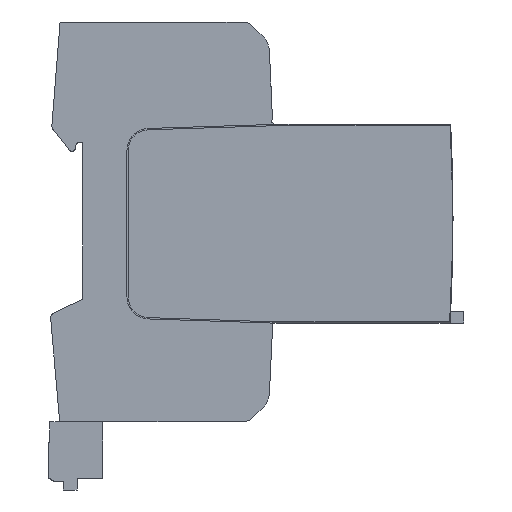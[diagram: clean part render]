
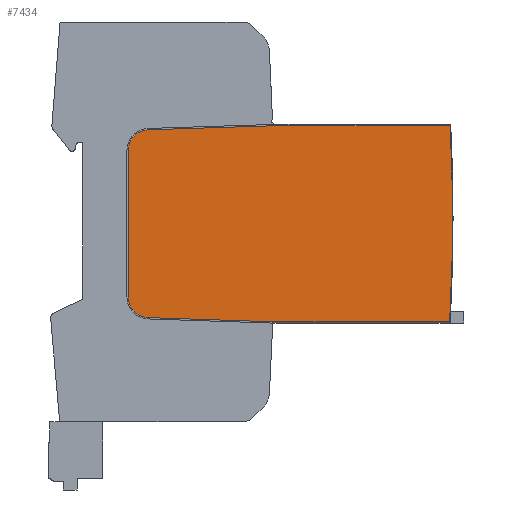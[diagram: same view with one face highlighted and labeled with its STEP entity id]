
A CAD part, left-side view. The second image highlights one B-rep face of the part: STEP entity #7434.
In plain terms, the highlighted planar face has unit normal (-1, 0, 0).
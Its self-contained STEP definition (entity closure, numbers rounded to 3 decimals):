
#827=DIRECTION('',(0.,-1.,0.));
#828=VECTOR('',#827,39.924);
#829=CARTESIAN_POINT('',(-45.,-38.914,
-22.527));
#830=LINE('',#829,#828);
#931=CARTESIAN_POINT('',(-45.,336.41,0.75));
#932=DIRECTION('',(1.,0.,0.));
#933=DIRECTION('',(0.,-0.999,0.05));
#934=AXIS2_PLACEMENT_3D('',#931,#932,#933);
#936=DIRECTION('',(0.,0.999,0.033));
#937=VECTOR('',#936,28.085);
#938=CARTESIAN_POINT('',(-45.,-38.914,
-22.527));
#939=LINE('',#938,#937);
#940=CARTESIAN_POINT('',(-45.,-11.,-16.9));
#941=DIRECTION('',(1.,0.,0.));
#942=DIRECTION('',(0.,0.033,-0.999));
#943=AXIS2_PLACEMENT_3D('',#940,#941,#942);
#945=CARTESIAN_POINT('',(-45.,-11.,16.1));
#946=DIRECTION('',(1.,0.,0.));
#947=DIRECTION('',(0.,1.,0.));
#948=AXIS2_PLACEMENT_3D('',#945,#946,#947);
#950=DIRECTION('',(0.,-0.999,0.032));
#951=VECTOR('',#950,28.08);
#952=CARTESIAN_POINT('',(-45.,-10.849,20.798));
#953=LINE('',#952,#951);
#954=DIRECTION('',(0.,-1.,0.));
#955=VECTOR('',#954,40.048);
#956=CARTESIAN_POINT('',(-45.,-38.914,21.7));
#957=LINE('',#956,#955);
#978=DIRECTION('',(0.,0.,-1.));
#979=VECTOR('',#978,33.);
#980=CARTESIAN_POINT('',(-45.,-6.3,16.1));
#981=LINE('',#980,#979);
#5978=CARTESIAN_POINT('',(-45.,-78.962,21.7));
#5979=CARTESIAN_POINT('',(-45.,-78.838,-22.527));
#5980=VERTEX_POINT('',#5978);
#5981=VERTEX_POINT('',#5979);
#5982=CARTESIAN_POINT('',(-45.,-38.914,
-22.527));
#5983=VERTEX_POINT('',#5982);
#5984=CARTESIAN_POINT('',(-45.,-10.844,-21.597));
#5985=VERTEX_POINT('',#5984);
#5986=CARTESIAN_POINT('',(-45.,-6.3,-16.9));
#5987=VERTEX_POINT('',#5986);
#5988=CARTESIAN_POINT('',(-45.,-6.3,16.1));
#5989=VERTEX_POINT('',#5988);
#5990=CARTESIAN_POINT('',(-45.,-10.849,20.798));
#5991=VERTEX_POINT('',#5990);
#5992=CARTESIAN_POINT('',(-45.,-38.914,
21.7));
#5993=VERTEX_POINT('',#5992);
#7414=CARTESIAN_POINT('',(-45.,0.,0.));
#7415=DIRECTION('',(1.,0.,0.));
#7416=DIRECTION('',(0.,1.,0.));
#7417=AXIS2_PLACEMENT_3D('',#7414,#7415,#7416);
#7418=PLANE('',#7417);
#7419=ORIENTED_EDGE('',*,*,#7336,.T.);
#7420=ORIENTED_EDGE('',*,*,#7321,.F.);
#7422=ORIENTED_EDGE('',*,*,#7421,.T.);
#7424=ORIENTED_EDGE('',*,*,#7423,.T.);
#7426=ORIENTED_EDGE('',*,*,#7425,.F.);
#7428=ORIENTED_EDGE('',*,*,#7427,.T.);
#7430=ORIENTED_EDGE('',*,*,#7429,.T.);
#7431=ORIENTED_EDGE('',*,*,#7400,.T.);
#7432=EDGE_LOOP('',(#7419,#7420,#7422,#7424,#7426,#7428,#7430,#7431));
#7433=FACE_OUTER_BOUND('',#7432,.F.);
#935=CIRCLE('',#934,415.9);
#944=CIRCLE('',#943,4.7);
#949=CIRCLE('',#948,4.7);
#7321=EDGE_CURVE('',#5983,#5981,#830,.T.);
#7336=EDGE_CURVE('',#5980,#5981,#935,.T.);
#7400=EDGE_CURVE('',#5993,#5980,#957,.T.);
#7421=EDGE_CURVE('',#5983,#5985,#939,.T.);
#7423=EDGE_CURVE('',#5985,#5987,#944,.T.);
#7425=EDGE_CURVE('',#5989,#5987,#981,.T.);
#7427=EDGE_CURVE('',#5989,#5991,#949,.T.);
#7429=EDGE_CURVE('',#5991,#5993,#953,.T.);
#7434=ADVANCED_FACE('',(#7433),#7418,.F.);
